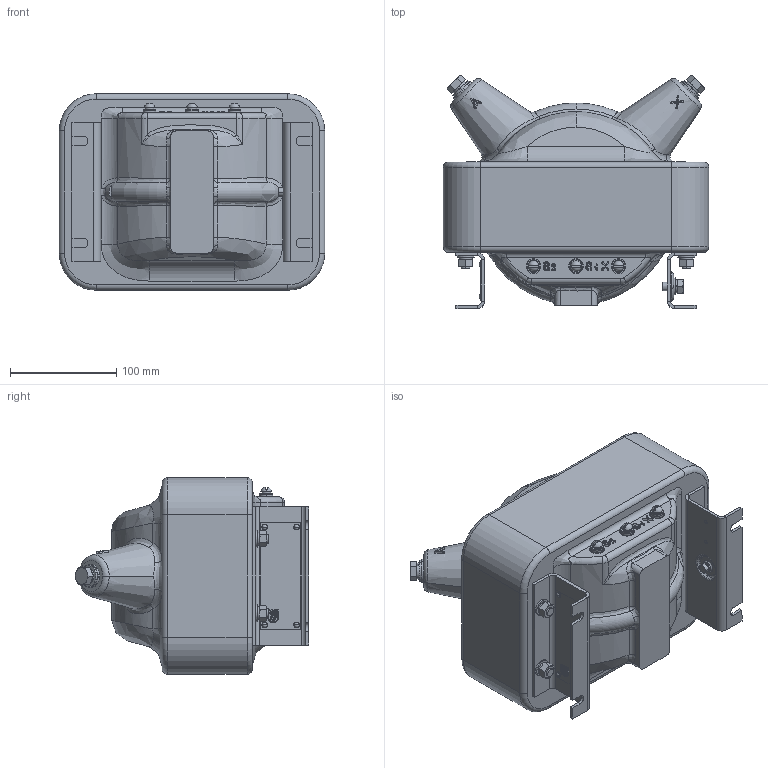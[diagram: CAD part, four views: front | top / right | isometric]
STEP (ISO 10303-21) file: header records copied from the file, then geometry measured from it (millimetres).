
FILE_DESCRIPTION (( 'STEP AP203' ), '1' );
FILE_NAME ('ﾍﾎﾋ.11-6.05.STEP', '2018-01-18T07:20:28', ( '' ), ( '' ), 'SwSTEP 2.0', 'SolidWorks 2010', '' );
FILE_SCHEMA (( 'CONFIG_CONTROL_DESIGN' ));
Length unit declared in the file: millimetre
Products named in the file (1): ﾍﾎﾋ.11-6.05
Bounding box: 250 x 219.91 x 185 mm (x, y, z)
Surface area: 257290.8 mm2 (no closed solid volume)
Topology: 0 solids, 60 shells, 564 faces, 1579 edges, 1067 vertices
Faces by surface type: plane 237, cylinder 135, cone 81, bspline 57, torus 28, sphere 26
Entity records: 23806 total; most frequent: CARTESIAN_POINT 9712, DIRECTION 2959, ORIENTED_EDGE 2668, EDGE_CURVE 1577, AXIS2_PLACEMENT_3D 1140, VERTEX_POINT 1067, VECTOR 679, LINE 679
